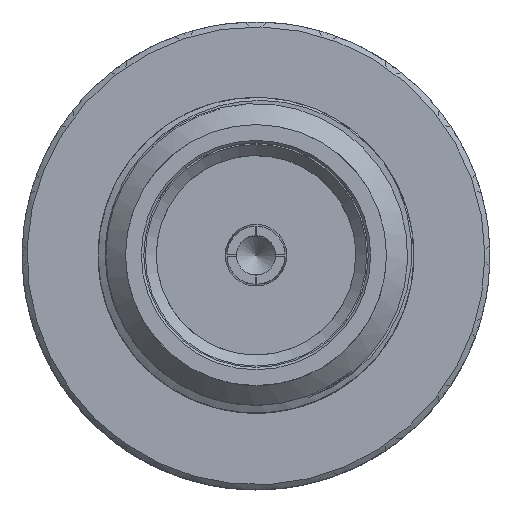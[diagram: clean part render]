
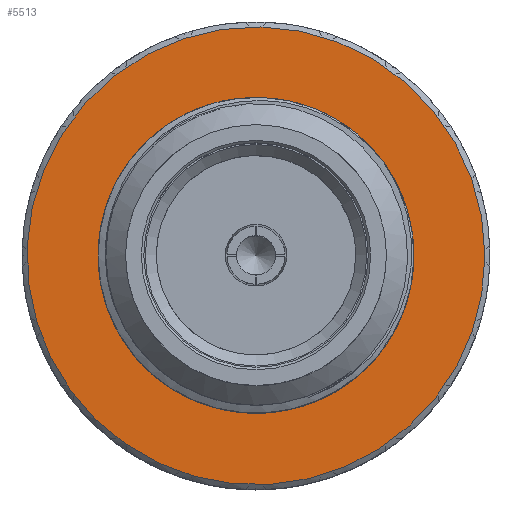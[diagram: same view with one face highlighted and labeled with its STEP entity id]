
A CAD part, top view. The second image highlights one B-rep face of the part: STEP entity #5513.
In plain terms, the highlighted planar face has unit normal (0, 0, 1).
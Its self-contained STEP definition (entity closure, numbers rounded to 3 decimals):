
#5513 = ADVANCED_FACE( '', ( #15030, #15031 ), #15032, .T. );
#15030 = FACE_OUTER_BOUND( '', #42894, .T. );
#15031 = FACE_BOUND( '', #42895, .T. );
#15032 = PLANE( '', #42896 );
#42894 = EDGE_LOOP( '', ( #173871 ) );
#42895 = EDGE_LOOP( '', ( #173872 ) );
#42896 = AXIS2_PLACEMENT_3D( '', #173873, #173874, #173875 );
#173871 = ORIENTED_EDGE( '', *, *, #200144, .T. );
#173872 = ORIENTED_EDGE( '', *, *, #200145, .T. );
#173873 = CARTESIAN_POINT( '', ( -1.625, 0., 3.9 ) );
#173874 = DIRECTION( '', ( 0., 0., 1. ) );
#173875 = DIRECTION( '', ( 1., 0., 0. ) );
#200144 = EDGE_CURVE( '', #215435, #215435, #215436, .T. );
#200145 = EDGE_CURVE( '', #215437, #215437, #215438, .F. );
#215435 = VERTEX_POINT( '', #249088 );
#215436 = CIRCLE( '', #249089, 4.65 );
#215437 = VERTEX_POINT( '', #249090 );
#215438 = CIRCLE( '', #249091, 2.65 );
#249088 = CARTESIAN_POINT( '', ( 4.65, 0., 3.9 ) );
#249089 = AXIS2_PLACEMENT_3D( '', #323618, #323619, #323620 );
#249090 = CARTESIAN_POINT( '', ( 2.65, 0., 3.9 ) );
#249091 = AXIS2_PLACEMENT_3D( '', #323621, #323622, #323623 );
#323618 = CARTESIAN_POINT( '', ( 0., 0., 3.9 ) );
#323619 = DIRECTION( '', ( 0., 0., 1. ) );
#323620 = DIRECTION( '', ( 1., 0., 0. ) );
#323621 = CARTESIAN_POINT( '', ( 0., 0., 3.9 ) );
#323622 = DIRECTION( '', ( 0., 0., 1. ) );
#323623 = DIRECTION( '', ( 1., 0., 0. ) );
